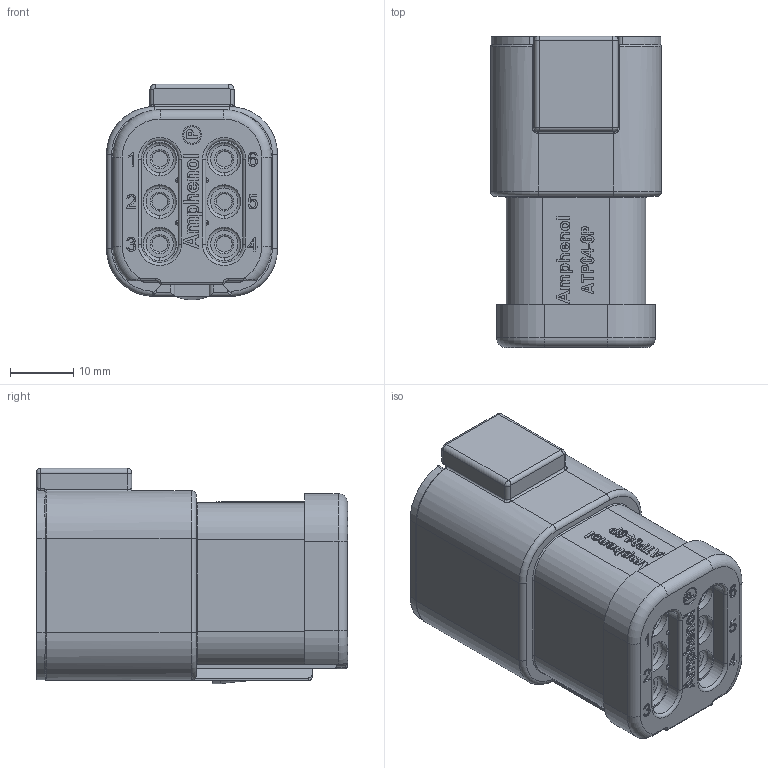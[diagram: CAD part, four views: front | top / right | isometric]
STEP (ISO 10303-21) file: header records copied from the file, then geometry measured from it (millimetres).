
FILE_DESCRIPTION((''),'2;1');
FILE_NAME('PL000772-06','2019-07-08T',('Peter.Yang'),(''),'PRO/ENGINEER BY PARAMETRIC TECHNOLOGY CORPORATION, 2016360','PRO/ENGINEER BY PARAMETRIC TECHNOLOGY CORPORATION, 2016360','');
FILE_SCHEMA(('CONFIG_CONTROL_DESIGN'));
Length unit declared in the file: millimetre
Products named in the file (1): PL000772-06
Bounding box: 26.95 x 49.05 x 33.98 mm (x, y, z)
Volume: 23124.1 mm3; surface area: 9379.4 mm2
Topology: 1 solids, 1 shells, 985 faces, 2567 edges, 1650 vertices
Faces by surface type: plane 402, extrusion 309, cylinder 165, torus 68, bspline 22, cone 15, sphere 4
Entity records: 32249 total; most frequent: CARTESIAN_POINT 9184, ORIENTED_EDGE 5134, DIRECTION 3907, EDGE_CURVE 2567, VECTOR 1755, VERTEX_POINT 1650, LINE 1446, AXIS2_PLACEMENT_3D 1076
